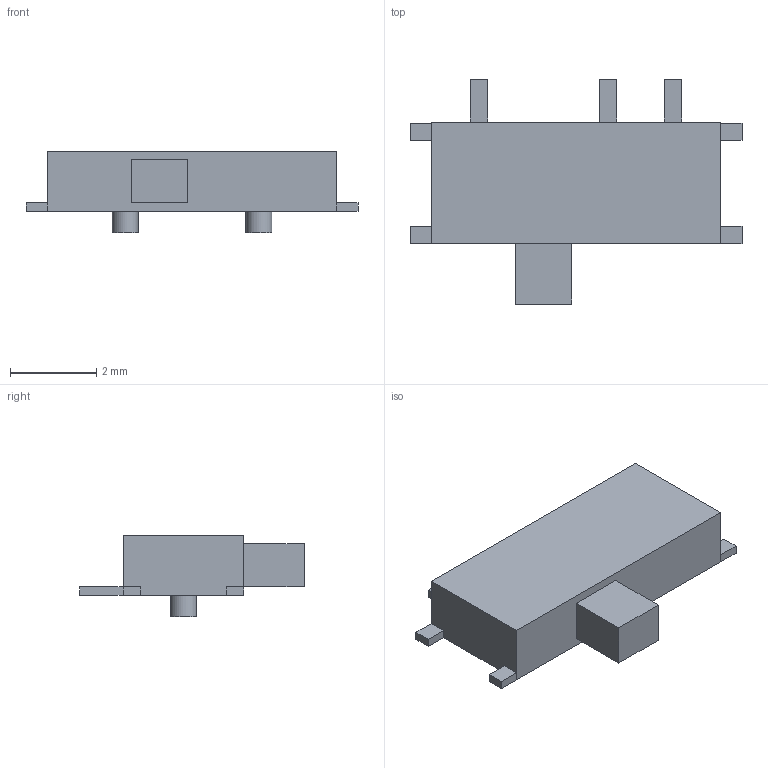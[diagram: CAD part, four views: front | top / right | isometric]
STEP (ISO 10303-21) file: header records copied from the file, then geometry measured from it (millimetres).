
FILE_DESCRIPTION(('FreeCAD Model'),'2;1');
FILE_NAME('MK12C02.step','2017-02-25T00:19:13',('Author'),('' ),'Open CASCADE STEP processor 6.8','FreeCAD','Unknown');
FILE_SCHEMA(('AUTOMOTIVE_DESIGN_CC2 { 1 2 10303 214 -1 1 5 4 }'));
Length unit declared in the file: millimetre
Products named in the file (2): ASSEMBLY; Fusion
Assembly tree (1 placements, depth 2):
  ASSEMBLY
    Fusion
Bounding box: 7.7 x 5.2 x 1.9 mm (x, y, z)
Volume: 28.8 mm3; surface area: 78.4 mm2
Topology: 1 solids, 1 shells, 50 faces, 117 edges, 72 vertices
Faces by surface type: plane 48, cylinder 2
Full cylindrical faces by diameter (mm): 0.6 x2
Entity records: 1762 total; most frequent: CARTESIAN_POINT 241, ORIENTED_EDGE 234, DIRECTION 225, EDGE_CURVE 117, LINE 113, VECTOR 113, VERTEX_POINT 72, AXIS2_PLACEMENT_3D 56
